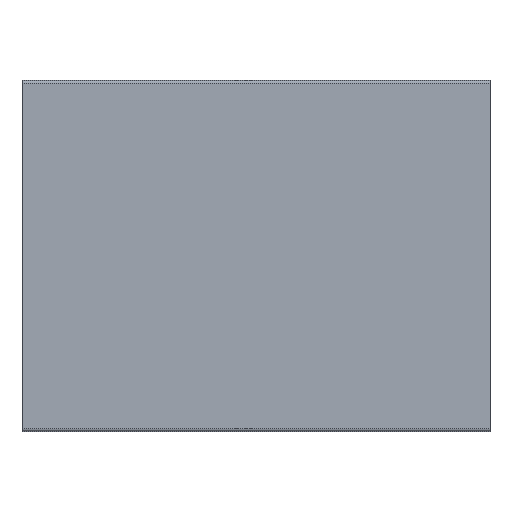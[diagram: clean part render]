
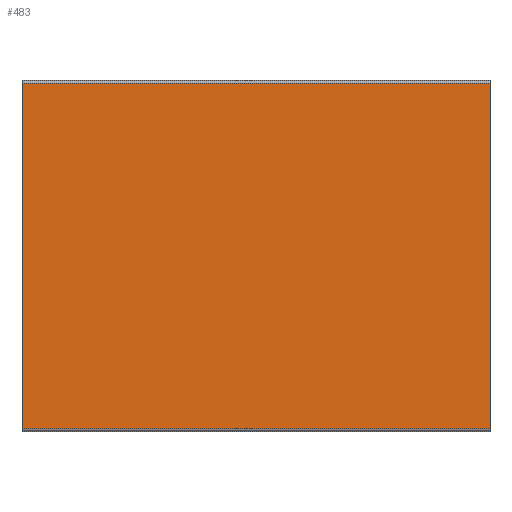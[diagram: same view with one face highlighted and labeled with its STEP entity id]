
A CAD part, front view. The second image highlights one B-rep face of the part: STEP entity #483.
In plain terms, the highlighted planar face has unit normal (0, -1, 0).
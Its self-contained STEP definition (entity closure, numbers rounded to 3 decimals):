
#4 = CARTESIAN_POINT ( 'NONE',  ( 0., -15., 29.5 ) ) ;
#35 = VERTEX_POINT ( 'NONE', #140 ) ;
#53 = DIRECTION ( 'NONE',  ( 0., 0., -1. ) ) ;
#63 = CARTESIAN_POINT ( 'NONE',  ( 80., -15., -29.5 ) ) ;
#66 = LINE ( 'NONE', #113, #199 ) ;
#67 = DIRECTION ( 'NONE',  ( 1., 0., 0. ) ) ;
#68 = EDGE_CURVE ( 'NONE', #145, #449, #66, .T. ) ;
#81 = EDGE_CURVE ( 'NONE', #35, #449, #217, .T. ) ;
#85 = DIRECTION ( 'NONE',  ( 0., 1., 0. ) ) ;
#113 = CARTESIAN_POINT ( 'NONE',  ( 80., -15., 30. ) ) ;
#140 = CARTESIAN_POINT ( 'NONE',  ( 0., -15., -29.5 ) ) ;
#145 = VERTEX_POINT ( 'NONE', #289 ) ;
#178 = ORIENTED_EDGE ( 'NONE', *, *, #236, .T. ) ;
#187 = VECTOR ( 'NONE', #67, 1000. ) ;
#191 = VECTOR ( 'NONE', #393, 1000. ) ;
#199 = VECTOR ( 'NONE', #53, 1000. ) ;
#210 = LINE ( 'NONE', #398, #191 ) ;
#217 = LINE ( 'NONE', #63, #187 ) ;
#236 = EDGE_CURVE ( 'NONE', #531, #35, #432, .T. ) ;
#258 = ORIENTED_EDGE ( 'NONE', *, *, #81, .T. ) ;
#263 = EDGE_CURVE ( 'NONE', #145, #531, #210, .T. ) ;
#289 = CARTESIAN_POINT ( 'NONE',  ( 80., -15., 29.5 ) ) ;
#335 = ORIENTED_EDGE ( 'NONE', *, *, #263, .T. ) ;
#350 = ORIENTED_EDGE ( 'NONE', *, *, #68, .F. ) ;
#363 = EDGE_LOOP ( 'NONE', ( #178, #258, #350, #335 ) ) ;
#370 = FACE_OUTER_BOUND ( 'NONE', #363, .T. ) ;
#381 = CARTESIAN_POINT ( 'NONE',  ( 0., -15., 30. ) ) ;
#382 = DIRECTION ( 'NONE',  ( 0., 0., -1. ) ) ;
#385 = VECTOR ( 'NONE', #382, 1000. ) ;
#393 = DIRECTION ( 'NONE',  ( -1., 0., 0. ) ) ;
#398 = CARTESIAN_POINT ( 'NONE',  ( 80., -15., 29.5 ) ) ;
#432 = LINE ( 'NONE', #381, #385 ) ;
#436 = CARTESIAN_POINT ( 'NONE',  ( 80., -15., 30. ) ) ;
#449 = VERTEX_POINT ( 'NONE', #505 ) ;
#460 = PLANE ( 'NONE',  #470 ) ;
#470 = AXIS2_PLACEMENT_3D ( 'NONE', #436, #85, #533 ) ;
#483 = ADVANCED_FACE ( 'NONE', ( #370 ), #460, .F. ) ;
#505 = CARTESIAN_POINT ( 'NONE',  ( 80., -15., -29.5 ) ) ;
#531 = VERTEX_POINT ( 'NONE', #4 ) ;
#533 = DIRECTION ( 'NONE',  ( 0., 0., 1. ) ) ;
